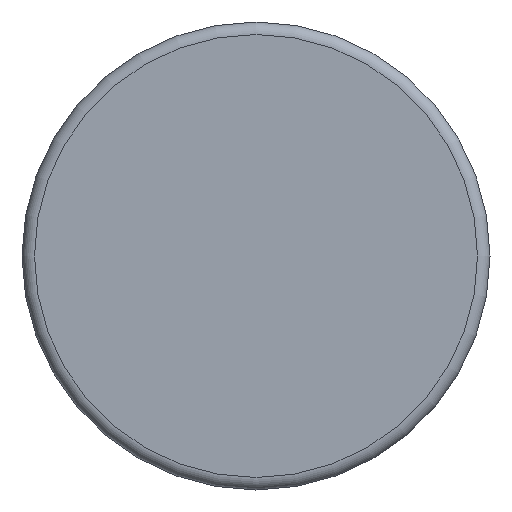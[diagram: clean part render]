
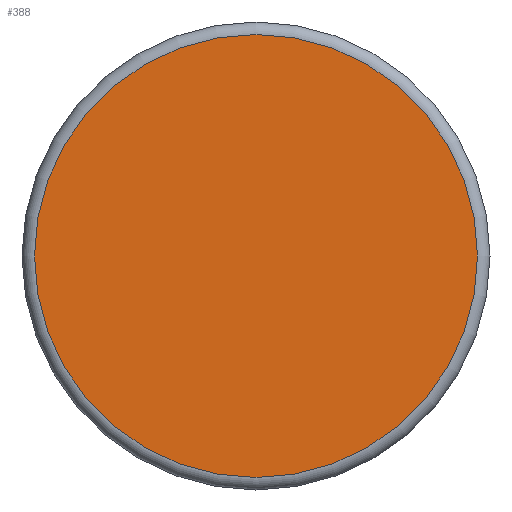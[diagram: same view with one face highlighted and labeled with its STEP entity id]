
A CAD part, front view. The second image highlights one B-rep face of the part: STEP entity #388.
In plain terms, the highlighted planar face has unit normal (0, -1, 0).
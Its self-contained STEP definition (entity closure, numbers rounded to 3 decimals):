
#107=FACE_OUTER_BOUND('',#130,.T.);
#130=EDGE_LOOP('',(#287,#288));
#161=CIRCLE('',#443,3.55);
#162=CIRCLE('',#444,3.55);
#192=VERTEX_POINT('',#677);
#193=VERTEX_POINT('',#678);
#224=EDGE_CURVE('',#192,#193,#161,.T.);
#225=EDGE_CURVE('',#193,#192,#162,.T.);
#287=ORIENTED_EDGE('',*,*,#224,.T.);
#288=ORIENTED_EDGE('',*,*,#225,.T.);
#354=PLANE('',#446);
#388=ADVANCED_FACE('',(#107),#354,.T.);
#443=AXIS2_PLACEMENT_3D('',#679,#530,#531);
#444=AXIS2_PLACEMENT_3D('',#680,#532,#533);
#446=AXIS2_PLACEMENT_3D('',#682,#536,#537);
#530=DIRECTION('center_axis',(0.,-1.,0.));
#531=DIRECTION('ref_axis',(1.,0.,0.));
#532=DIRECTION('center_axis',(0.,-1.,0.));
#533=DIRECTION('ref_axis',(1.,0.,0.));
#536=DIRECTION('center_axis',(0.,-1.,0.));
#537=DIRECTION('ref_axis',(0.,0.,-1.));
#677=CARTESIAN_POINT('',(3.55,-1.8,0.));
#678=CARTESIAN_POINT('',(0.,-1.8,3.55));
#679=CARTESIAN_POINT('Origin',(0.,-1.8,0.));
#680=CARTESIAN_POINT('Origin',(0.,-1.8,0.));
#682=CARTESIAN_POINT('Origin',(0.,-1.8,0.));
